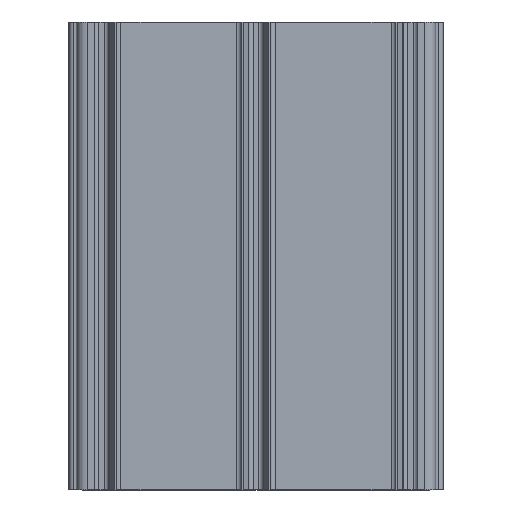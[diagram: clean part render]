
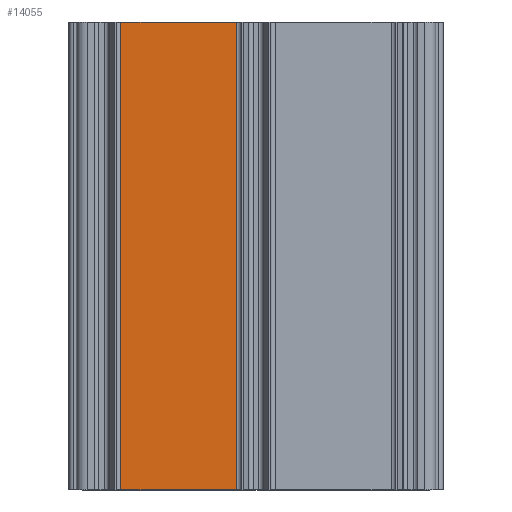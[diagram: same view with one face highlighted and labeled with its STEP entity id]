
A CAD part, top view. The second image highlights one B-rep face of the part: STEP entity #14055.
In plain terms, the highlighted planar face has unit normal (0, 0, 1).
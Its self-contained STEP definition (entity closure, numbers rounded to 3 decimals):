
#44 = PLANE('',#45);
#45 = AXIS2_PLACEMENT_3D('',#46,#47,#48);
#46 = CARTESIAN_POINT('',(0.,0.,0.));
#47 = DIRECTION('',(0.,-1.,0.));
#48 = DIRECTION('',(0.,0.,-1.));
#100 = PLANE('',#101);
#101 = AXIS2_PLACEMENT_3D('',#102,#103,#104);
#102 = CARTESIAN_POINT('',(0.,-100.,0.));
#103 = DIRECTION('',(0.,-1.,0.));
#104 = DIRECTION('',(0.,0.,-1.));
#152 = CYLINDRICAL_SURFACE('',#153,1.);
#153 = AXIS2_PLACEMENT_3D('',#154,#155,#156);
#154 = CARTESIAN_POINT('',(35.9,0.,2.5));
#155 = DIRECTION('',(-0.,-1.,0.));
#156 = DIRECTION('',(0.,0.,1.));
#177 = VERTEX_POINT('',#178);
#178 = CARTESIAN_POINT('',(35.9,-100.,1.5));
#200 = EDGE_CURVE('',#201,#177,#203,.T.);
#201 = VERTEX_POINT('',#202);
#202 = CARTESIAN_POINT('',(35.9,0.,1.5));
#203 = SURFACE_CURVE('',#204,(#208,#215),.PCURVE_S1.);
#204 = LINE('',#205,#206);
#205 = CARTESIAN_POINT('',(35.9,0.,1.5));
#206 = VECTOR('',#207,1.);
#207 = DIRECTION('',(0.,-1.,0.));
#208 = PCURVE('',#152,#209);
#209 = DEFINITIONAL_REPRESENTATION('',(#210),#214);
#210 = LINE('',#211,#212);
#211 = CARTESIAN_POINT('',(3.142,0.));
#212 = VECTOR('',#213,1.);
#213 = DIRECTION('',(0.,1.));
#214 = ( GEOMETRIC_REPRESENTATION_CONTEXT(2) 
PARAMETRIC_REPRESENTATION_CONTEXT() REPRESENTATION_CONTEXT('2D SPACE',''
  ) );
#215 = PCURVE('',#216,#221);
#216 = PLANE('',#217);
#217 = AXIS2_PLACEMENT_3D('',#218,#219,#220);
#218 = CARTESIAN_POINT('',(78.5,0.,1.5));
#219 = DIRECTION('',(0.,0.,1.));
#220 = DIRECTION('',(1.,0.,0.));
#221 = DEFINITIONAL_REPRESENTATION('',(#222),#226);
#222 = LINE('',#223,#224);
#223 = CARTESIAN_POINT('',(-42.6,0.));
#224 = VECTOR('',#225,1.);
#225 = DIRECTION('',(0.,-1.));
#226 = ( GEOMETRIC_REPRESENTATION_CONTEXT(2) 
PARAMETRIC_REPRESENTATION_CONTEXT() REPRESENTATION_CONTEXT('2D SPACE',''
  ) );
#3030 = VERTEX_POINT('',#3031);
#3031 = CARTESIAN_POINT('',(11.1,0.,1.5));
#3046 = CYLINDRICAL_SURFACE('',#3047,1.);
#3047 = AXIS2_PLACEMENT_3D('',#3048,#3049,#3050);
#3048 = CARTESIAN_POINT('',(11.1,0.,2.5));
#3049 = DIRECTION('',(-0.,1.,-0.));
#3050 = DIRECTION('',(0.,0.,-1.));
#3058 = EDGE_CURVE('',#201,#3030,#3059,.T.);
#3059 = SURFACE_CURVE('',#3060,(#3064,#3071),.PCURVE_S1.);
#3060 = LINE('',#3061,#3062);
#3061 = CARTESIAN_POINT('',(78.5,0.,1.5));
#3062 = VECTOR('',#3063,1.);
#3063 = DIRECTION('',(-1.,0.,0.));
#3064 = PCURVE('',#44,#3065);
#3065 = DEFINITIONAL_REPRESENTATION('',(#3066),#3070);
#3066 = LINE('',#3067,#3068);
#3067 = CARTESIAN_POINT('',(-1.5,78.5));
#3068 = VECTOR('',#3069,1.);
#3069 = DIRECTION('',(0.,-1.));
#3070 = ( GEOMETRIC_REPRESENTATION_CONTEXT(2) 
PARAMETRIC_REPRESENTATION_CONTEXT() REPRESENTATION_CONTEXT('2D SPACE',''
  ) );
#3071 = PCURVE('',#216,#3072);
#3072 = DEFINITIONAL_REPRESENTATION('',(#3073),#3077);
#3073 = LINE('',#3074,#3075);
#3074 = CARTESIAN_POINT('',(0.,0.));
#3075 = VECTOR('',#3076,1.);
#3076 = DIRECTION('',(-1.,0.));
#3077 = ( GEOMETRIC_REPRESENTATION_CONTEXT(2) 
PARAMETRIC_REPRESENTATION_CONTEXT() REPRESENTATION_CONTEXT('2D SPACE',''
  ) );
#11439 = EDGE_CURVE('',#177,#11440,#11442,.T.);
#11440 = VERTEX_POINT('',#11441);
#11441 = CARTESIAN_POINT('',(11.1,-100.,1.5));
#11442 = SURFACE_CURVE('',#11443,(#11447,#11454),.PCURVE_S1.);
#11443 = LINE('',#11444,#11445);
#11444 = CARTESIAN_POINT('',(78.5,-100.,1.5));
#11445 = VECTOR('',#11446,1.);
#11446 = DIRECTION('',(-1.,0.,0.));
#11447 = PCURVE('',#100,#11448);
#11448 = DEFINITIONAL_REPRESENTATION('',(#11449),#11453);
#11449 = LINE('',#11450,#11451);
#11450 = CARTESIAN_POINT('',(-1.5,78.5));
#11451 = VECTOR('',#11452,1.);
#11452 = DIRECTION('',(0.,-1.));
#11453 = ( GEOMETRIC_REPRESENTATION_CONTEXT(2) 
PARAMETRIC_REPRESENTATION_CONTEXT() REPRESENTATION_CONTEXT('2D SPACE',''
  ) );
#11454 = PCURVE('',#216,#11455);
#11455 = DEFINITIONAL_REPRESENTATION('',(#11456),#11460);
#11456 = LINE('',#11457,#11458);
#11457 = CARTESIAN_POINT('',(0.,-100.));
#11458 = VECTOR('',#11459,1.);
#11459 = DIRECTION('',(-1.,0.));
#11460 = ( GEOMETRIC_REPRESENTATION_CONTEXT(2) 
PARAMETRIC_REPRESENTATION_CONTEXT() REPRESENTATION_CONTEXT('2D SPACE',''
  ) );
#14055 = ADVANCED_FACE('',(#14056),#216,.T.);
#14056 = FACE_BOUND('',#14057,.T.);
#14057 = EDGE_LOOP('',(#14058,#14059,#14060,#14061));
#14058 = ORIENTED_EDGE('',*,*,#11439,.F.);
#14059 = ORIENTED_EDGE('',*,*,#200,.F.);
#14060 = ORIENTED_EDGE('',*,*,#3058,.T.);
#14061 = ORIENTED_EDGE('',*,*,#14062,.F.);
#14062 = EDGE_CURVE('',#11440,#3030,#14063,.T.);
#14063 = SURFACE_CURVE('',#14064,(#14068,#14075),.PCURVE_S1.);
#14064 = LINE('',#14065,#14066);
#14065 = CARTESIAN_POINT('',(11.1,-100.,1.5));
#14066 = VECTOR('',#14067,1.);
#14067 = DIRECTION('',(0.,1.,0.));
#14068 = PCURVE('',#216,#14069);
#14069 = DEFINITIONAL_REPRESENTATION('',(#14070),#14074);
#14070 = LINE('',#14071,#14072);
#14071 = CARTESIAN_POINT('',(-67.4,-100.));
#14072 = VECTOR('',#14073,1.);
#14073 = DIRECTION('',(0.,1.));
#14074 = ( GEOMETRIC_REPRESENTATION_CONTEXT(2) 
PARAMETRIC_REPRESENTATION_CONTEXT() REPRESENTATION_CONTEXT('2D SPACE',''
  ) );
#14075 = PCURVE('',#3046,#14076);
#14076 = DEFINITIONAL_REPRESENTATION('',(#14077),#14081);
#14077 = LINE('',#14078,#14079);
#14078 = CARTESIAN_POINT('',(0.,-100.));
#14079 = VECTOR('',#14080,1.);
#14080 = DIRECTION('',(0.,1.));
#14081 = ( GEOMETRIC_REPRESENTATION_CONTEXT(2) 
PARAMETRIC_REPRESENTATION_CONTEXT() REPRESENTATION_CONTEXT('2D SPACE',''
  ) );
